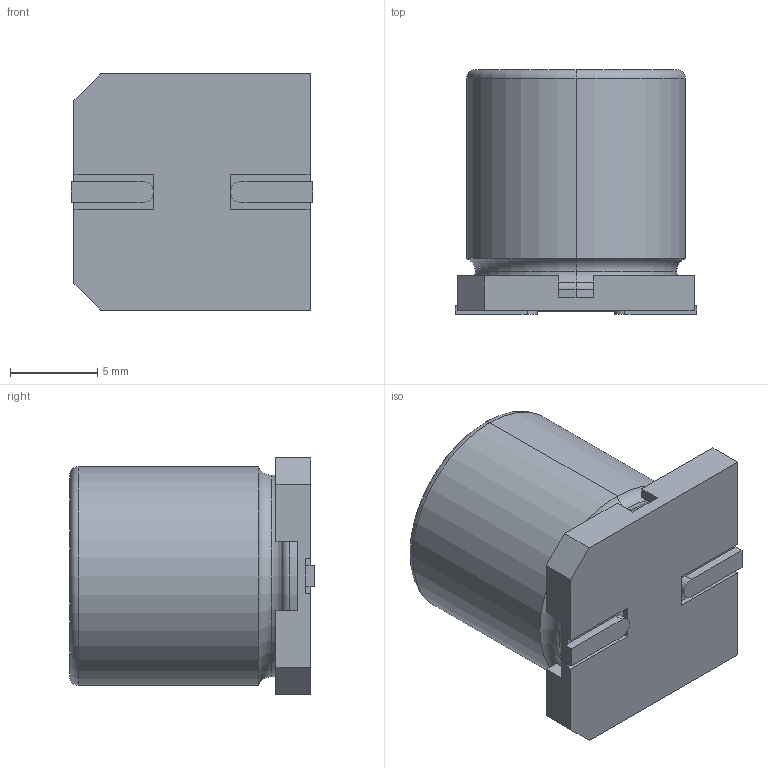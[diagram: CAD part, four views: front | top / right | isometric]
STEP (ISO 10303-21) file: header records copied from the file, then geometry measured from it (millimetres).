
FILE_DESCRIPTION (( 'STEP AP214' ), '1' );
FILE_NAME ('Capacitor_SMD_Aluminium_13.5x13.5.step', '2018-11-03T15:16:22+00:00', 'Stefan Hamminga', '', '', '', '');
FILE_SCHEMA (( 'AUTOMOTIVE_DESIGN' ));
Length unit declared in the file: millimetre
Products named in the file (1): Capacitor_SMD_Aluminium_13.5x13.5
Bounding box: 13.8 x 14 x 13.5 mm (x, y, z)
Volume: 1776.3 mm3; surface area: 1288.7 mm2
Topology: 4 solids, 4 shells, 58 faces, 140 edges, 90 vertices
Faces by surface type: plane 40, cylinder 10, torus 8
Entity records: 1739 total; most frequent: DIRECTION 292, CARTESIAN_POINT 289, ORIENTED_EDGE 280, EDGE_CURVE 140, LINE 106, VECTOR 106, AXIS2_PLACEMENT_3D 93, VERTEX_POINT 90
